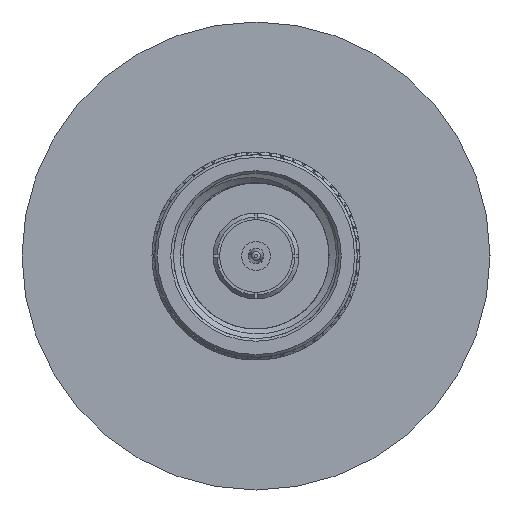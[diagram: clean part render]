
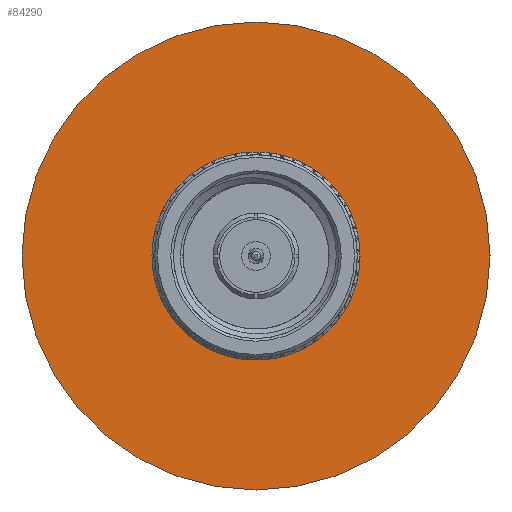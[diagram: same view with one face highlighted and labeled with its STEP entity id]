
A CAD part, left-side view. The second image highlights one B-rep face of the part: STEP entity #84290.
In plain terms, the highlighted planar face has unit normal (-1, 0, 0).
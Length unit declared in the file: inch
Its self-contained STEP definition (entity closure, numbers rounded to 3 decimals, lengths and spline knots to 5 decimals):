
#15183 = DIRECTION ( 'NONE',  ( -1., 0., 0. ) ) ;
#19350 = AXIS2_PLACEMENT_3D ( 'NONE', #70184, #58476, #58182 ) ;
#19419 = CIRCLE ( 'NONE', #52745, 0.88583 ) ;
#20621 = DIRECTION ( 'NONE',  ( 1., 0., 0. ) ) ;
#20700 = FACE_BOUND ( 'NONE', #45454, .T. ) ;
#22649 = DIRECTION ( 'NONE',  ( 0., -1., 0. ) ) ;
#23491 = EDGE_CURVE ( 'NONE', #24665, #24665, #38906, .T. ) ;
#24665 = VERTEX_POINT ( 'NONE', #50519 ) ;
#27772 = DIRECTION ( 'NONE',  ( 0., 1., 0. ) ) ;
#38906 = CIRCLE ( 'NONE', #19350, 0.18809 ) ;
#39300 = ORIENTED_EDGE ( 'NONE', *, *, #23491, .T. ) ;
#43661 = CARTESIAN_POINT ( 'NONE',  ( 0., 0.88583, 0. ) ) ;
#45454 = EDGE_LOOP ( 'NONE', ( #39300 ) ) ;
#50519 = CARTESIAN_POINT ( 'NONE',  ( 0., -0.18809, 0. ) ) ;
#52745 = AXIS2_PLACEMENT_3D ( 'NONE', #95028, #20621, #27772 ) ;
#53806 = VERTEX_POINT ( 'NONE', #43661 ) ;
#58182 = DIRECTION ( 'NONE',  ( 0., -1., 0. ) ) ;
#58476 = DIRECTION ( 'NONE',  ( 1., 0., 0. ) ) ;
#65148 = EDGE_CURVE ( 'NONE', #53806, #53806, #19419, .T. ) ;
#66224 = PLANE ( 'NONE',  #76934 ) ;
#70184 = CARTESIAN_POINT ( 'NONE',  ( 0., 0., 0. ) ) ;
#70691 = FACE_OUTER_BOUND ( 'NONE', #80657, .T. ) ;
#76934 = AXIS2_PLACEMENT_3D ( 'NONE', #89256, #15183, #22649 ) ;
#79838 = ORIENTED_EDGE ( 'NONE', *, *, #65148, .F. ) ;
#80657 = EDGE_LOOP ( 'NONE', ( #79838 ) ) ;
#84290 = ADVANCED_FACE ( 'NONE', ( #20700, #70691 ), #66224, .T. ) ;
#89256 = CARTESIAN_POINT ( 'NONE',  ( 0., 0., 0. ) ) ;
#95028 = CARTESIAN_POINT ( 'NONE',  ( 0., 0., 0. ) ) ;
